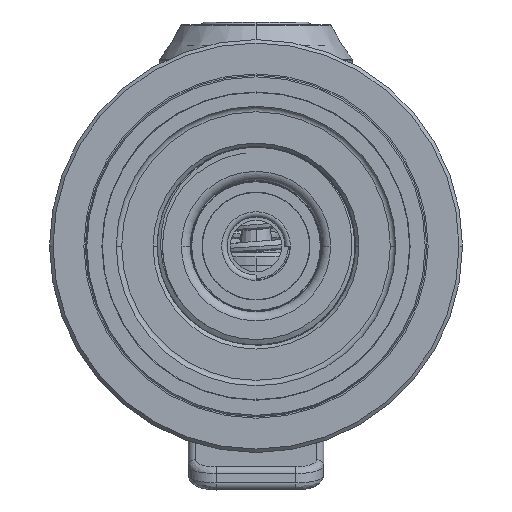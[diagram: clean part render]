
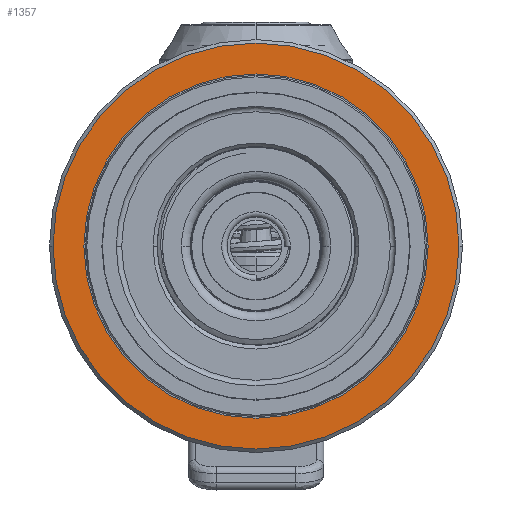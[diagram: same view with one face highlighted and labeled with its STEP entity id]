
A CAD part, front view. The second image highlights one B-rep face of the part: STEP entity #1357.
In plain terms, the highlighted planar face has unit normal (0, -1, 0).
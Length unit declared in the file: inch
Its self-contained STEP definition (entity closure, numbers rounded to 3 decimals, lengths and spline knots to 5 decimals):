
#22=CARTESIAN_POINT('',(0.,0.,0.));
#23=DIRECTION('',(0.,-1.,0.));
#24=DIRECTION('',(0.,0.,1.));
#25=AXIS2_PLACEMENT_3D('',#22,#23,#24);
#27=CARTESIAN_POINT('',(0.,0.,0.));
#28=DIRECTION('',(0.,-1.,0.));
#29=DIRECTION('',(0.,0.,-1.));
#30=AXIS2_PLACEMENT_3D('',#27,#28,#29);
#37=CARTESIAN_POINT('',(0.,0.,0.));
#38=DIRECTION('',(0.,-1.,0.));
#39=DIRECTION('',(1.,0.,0.));
#40=AXIS2_PLACEMENT_3D('',#37,#38,#39);
#1164=CARTESIAN_POINT('',(0.,0.,0.));
#1165=DIRECTION('',(0.,1.,0.));
#1166=DIRECTION('',(1.,0.,0.));
#1167=AXIS2_PLACEMENT_3D('',#1164,#1165,#1166);
#1253=CARTESIAN_POINT('',(1.155,0.,0.));
#1254=CARTESIAN_POINT('',(-1.155,0.,0.));
#1255=VERTEX_POINT('',#1253);
#1256=VERTEX_POINT('',#1254);
#1307=CARTESIAN_POINT('',(0.,0.,0.9795));
#1308=CARTESIAN_POINT('',(0.,0.,-0.9795));
#1309=VERTEX_POINT('',#1307);
#1310=VERTEX_POINT('',#1308);
#1340=CARTESIAN_POINT('',(0.,0.,0.));
#1341=DIRECTION('',(0.,-1.,0.));
#1342=DIRECTION('',(-1.,0.,0.));
#1343=AXIS2_PLACEMENT_3D('',#1340,#1341,#1342);
#1344=PLANE('',#1343);
#1346=ORIENTED_EDGE('',*,*,#1345,.F.);
#1348=ORIENTED_EDGE('',*,*,#1347,.T.);
#1349=EDGE_LOOP('',(#1346,#1348));
#1350=FACE_OUTER_BOUND('',#1349,.F.);
#1352=ORIENTED_EDGE('',*,*,#1351,.T.);
#1354=ORIENTED_EDGE('',*,*,#1353,.T.);
#1355=EDGE_LOOP('',(#1352,#1354));
#1356=FACE_BOUND('',#1355,.F.);
#1357=ADVANCED_FACE('',(#1350,#1356),#1344,.T.);
#26=CIRCLE('',#25,0.9795);
#31=CIRCLE('',#30,0.9795);
#41=CIRCLE('',#40,1.155);
#1168=CIRCLE('',#1167,1.155);
#1345=EDGE_CURVE('',#1255,#1256,#41,.T.);
#1347=EDGE_CURVE('',#1255,#1256,#1168,.T.);
#1351=EDGE_CURVE('',#1309,#1310,#26,.T.);
#1353=EDGE_CURVE('',#1310,#1309,#31,.T.);
